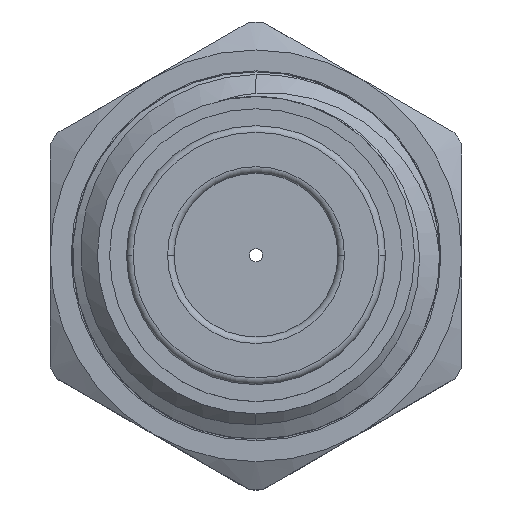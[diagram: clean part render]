
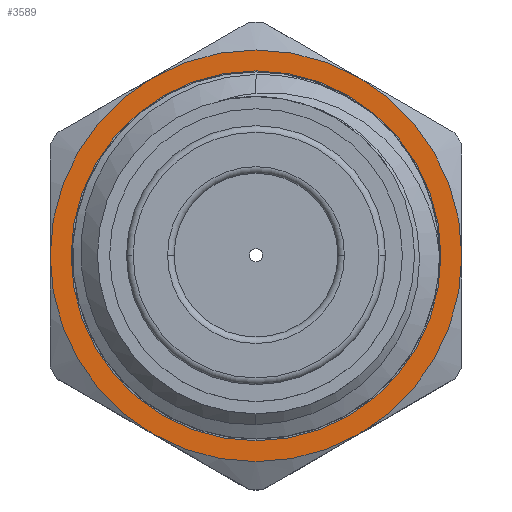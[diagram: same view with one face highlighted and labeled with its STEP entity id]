
A CAD part, top view. The second image highlights one B-rep face of the part: STEP entity #3589.
In plain terms, the highlighted planar face has unit normal (0, 0, 1).
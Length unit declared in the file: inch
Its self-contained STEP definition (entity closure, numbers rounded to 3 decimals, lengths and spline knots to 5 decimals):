
#7 = ORIENTED_EDGE ( 'NONE', *, *, #1950, .F. ) ;
#217 = ORIENTED_EDGE ( 'NONE', *, *, #1135, .F. ) ;
#530 = DIRECTION ( 'NONE',  ( 0., 0., -1. ) ) ;
#767 = CIRCLE ( 'NONE', #1181, 0.3125 ) ;
#776 = AXIS2_PLACEMENT_3D ( 'NONE', #8135, #10193, #3678 ) ;
#954 = EDGE_CURVE ( 'NONE', #8942, #6979, #5826, .T. ) ;
#1135 = EDGE_CURVE ( 'NONE', #5893, #8942, #4775, .T. ) ;
#1181 = AXIS2_PLACEMENT_3D ( 'NONE', #10207, #3490, #11206 ) ;
#1225 = EDGE_LOOP ( 'NONE', ( #3406, #7, #10952, #217, #7401, #10897 ) ) ;
#1510 = CARTESIAN_POINT ( 'NONE',  ( 0., 0., 0.93 ) ) ;
#1756 = EDGE_CURVE ( 'NONE', #5322, #5893, #11037, .T. ) ;
#1950 = EDGE_CURVE ( 'NONE', #6979, #9697, #8775, .T. ) ;
#2510 = EDGE_CURVE ( 'NONE', #7073, #10456, #9821, .T. ) ;
#2633 = CARTESIAN_POINT ( 'NONE',  ( 0.15625, 0.27063, 0.93 ) ) ;
#2920 = AXIS2_PLACEMENT_3D ( 'NONE', #1510, #11556, #8263 ) ;
#2989 = CARTESIAN_POINT ( 'NONE',  ( -0.15625, -0.27063, 0.93 ) ) ;
#3202 = CARTESIAN_POINT ( 'NONE',  ( 0., 0., 0.93 ) ) ;
#3273 = DIRECTION ( 'NONE',  ( 0., -1., 0. ) ) ;
#3325 = DIRECTION ( 'NONE',  ( 0., 0., 1. ) ) ;
#3406 = ORIENTED_EDGE ( 'NONE', *, *, #6231, .F. ) ;
#3490 = DIRECTION ( 'NONE',  ( 0., 0., -1. ) ) ;
#3500 = VERTEX_POINT ( 'NONE', #7519 ) ;
#3589 = ADVANCED_FACE ( 'NONE', ( #11181, #4629 ), #13264, .T. ) ;
#3678 = DIRECTION ( 'NONE',  ( 0., -1., 0. ) ) ;
#3738 = DIRECTION ( 'NONE',  ( 0., 1., 0. ) ) ;
#3950 = AXIS2_PLACEMENT_3D ( 'NONE', #3202, #10853, #7697 ) ;
#4087 = EDGE_CURVE ( 'NONE', #10456, #7073, #7722, .T. ) ;
#4145 = DIRECTION ( 'NONE',  ( 0., -1., 0. ) ) ;
#4212 = CARTESIAN_POINT ( 'NONE',  ( 0., 0., 0.93 ) ) ;
#4330 = EDGE_CURVE ( 'NONE', #3500, #5322, #12012, .T. ) ;
#4629 = FACE_BOUND ( 'NONE', #6309, .T. ) ;
#4775 = CIRCLE ( 'NONE', #5427, 0.3125 ) ;
#5322 = VERTEX_POINT ( 'NONE', #10639 ) ;
#5427 = AXIS2_PLACEMENT_3D ( 'NONE', #9607, #7328, #4145 ) ;
#5661 = CARTESIAN_POINT ( 'NONE',  ( 0., 0.28075, 0.93 ) ) ;
#5826 = CIRCLE ( 'NONE', #10783, 0.3125 ) ;
#5893 = VERTEX_POINT ( 'NONE', #2633 ) ;
#5970 = DIRECTION ( 'NONE',  ( 0., 0., -1. ) ) ;
#6231 = EDGE_CURVE ( 'NONE', #9697, #3500, #767, .T. ) ;
#6309 = EDGE_LOOP ( 'NONE', ( #11273, #6602 ) ) ;
#6602 = ORIENTED_EDGE ( 'NONE', *, *, #2510, .T. ) ;
#6979 = VERTEX_POINT ( 'NONE', #11779 ) ;
#7073 = VERTEX_POINT ( 'NONE', #8472 ) ;
#7328 = DIRECTION ( 'NONE',  ( 0., 0., -1. ) ) ;
#7401 = ORIENTED_EDGE ( 'NONE', *, *, #1756, .F. ) ;
#7519 = CARTESIAN_POINT ( 'NONE',  ( -0.3125, 0., 0.93 ) ) ;
#7697 = DIRECTION ( 'NONE',  ( 0., -1., 0. ) ) ;
#7722 = CIRCLE ( 'NONE', #8845, 0.28075 ) ;
#7904 = CARTESIAN_POINT ( 'NONE',  ( 0., 0.28075, 0.93 ) ) ;
#8135 = CARTESIAN_POINT ( 'NONE',  ( 0., 0., 0.93 ) ) ;
#8206 = CARTESIAN_POINT ( 'NONE',  ( 0., 0., 0.93 ) ) ;
#8263 = DIRECTION ( 'NONE',  ( -1., 0., 0. ) ) ;
#8472 = CARTESIAN_POINT ( 'NONE',  ( 0., -0.28075, 0.93 ) ) ;
#8775 = CIRCLE ( 'NONE', #3950, 0.3125 ) ;
#8845 = AXIS2_PLACEMENT_3D ( 'NONE', #13670, #530, #12339 ) ;
#8942 = VERTEX_POINT ( 'NONE', #12889 ) ;
#9607 = CARTESIAN_POINT ( 'NONE',  ( 0., 0., 0.93 ) ) ;
#9697 = VERTEX_POINT ( 'NONE', #2989 ) ;
#9821 = CIRCLE ( 'NONE', #12349, 0.28075 ) ;
#10193 = DIRECTION ( 'NONE',  ( 0., 0., -1. ) ) ;
#10207 = CARTESIAN_POINT ( 'NONE',  ( 0., 0., 0.93 ) ) ;
#10456 = VERTEX_POINT ( 'NONE', #7904 ) ;
#10639 = CARTESIAN_POINT ( 'NONE',  ( -0.15625, 0.27063, 0.93 ) ) ;
#10783 = AXIS2_PLACEMENT_3D ( 'NONE', #4212, #11917, #13075 ) ;
#10853 = DIRECTION ( 'NONE',  ( 0., 0., -1. ) ) ;
#10897 = ORIENTED_EDGE ( 'NONE', *, *, #4330, .F. ) ;
#10952 = ORIENTED_EDGE ( 'NONE', *, *, #954, .F. ) ;
#11037 = CIRCLE ( 'NONE', #776, 0.3125 ) ;
#11181 = FACE_OUTER_BOUND ( 'NONE', #1225, .T. ) ;
#11206 = DIRECTION ( 'NONE',  ( 0., -1., 0. ) ) ;
#11273 = ORIENTED_EDGE ( 'NONE', *, *, #4087, .T. ) ;
#11556 = DIRECTION ( 'NONE',  ( 0., 0., -1. ) ) ;
#11779 = CARTESIAN_POINT ( 'NONE',  ( 0.15625, -0.27063, 0.93 ) ) ;
#11917 = DIRECTION ( 'NONE',  ( 0., 0., -1. ) ) ;
#11977 = AXIS2_PLACEMENT_3D ( 'NONE', #5661, #3325, #3273 ) ;
#12012 = CIRCLE ( 'NONE', #2920, 0.3125 ) ;
#12339 = DIRECTION ( 'NONE',  ( 0., 1., 0. ) ) ;
#12349 = AXIS2_PLACEMENT_3D ( 'NONE', #8206, #5970, #3738 ) ;
#12889 = CARTESIAN_POINT ( 'NONE',  ( 0.3125, 0., 0.93 ) ) ;
#13075 = DIRECTION ( 'NONE',  ( 0., -1., 0. ) ) ;
#13264 = PLANE ( 'NONE',  #11977 ) ;
#13670 = CARTESIAN_POINT ( 'NONE',  ( 0., 0., 0.93 ) ) ;
